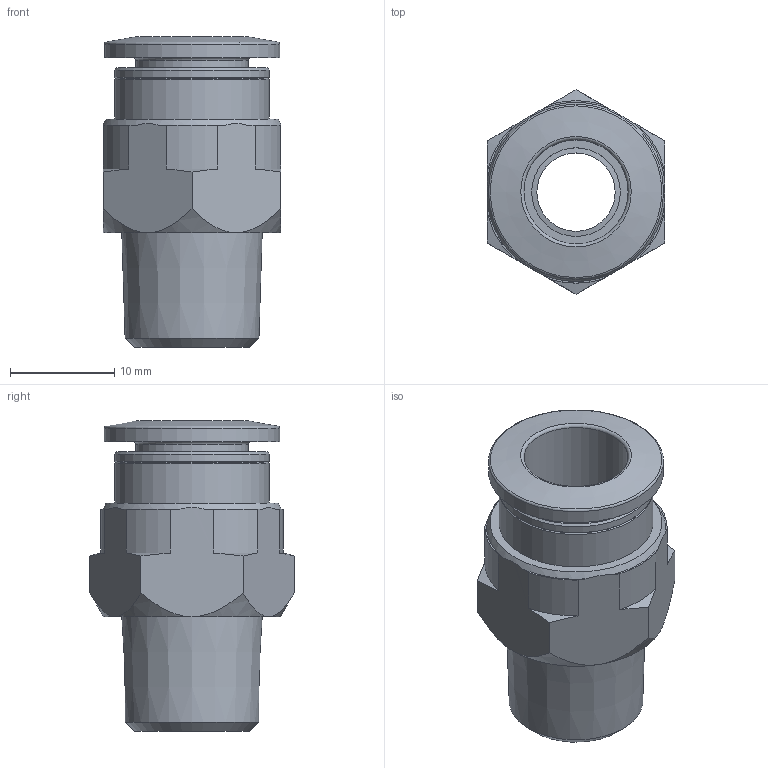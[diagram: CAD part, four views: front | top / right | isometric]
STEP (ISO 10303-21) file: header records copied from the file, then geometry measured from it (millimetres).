
FILE_DESCRIPTION(/* description */ ('STEP AP214'),/* implementation_level */ '2;1');
FILE_NAME(/* name */ '130679_QS-1_4-10-50',/* time_stamp */ '2024-09-14T05:36:55+02:00',/* author */ ('License CC BY-ND 4.0'),/* organization */ ('CADENAS'),/* preprocessor_version */ 'ST-DEVELOPER v19.3',/* originating_system */ 'PARTsolutions',/* authorisation */ ' ');
FILE_SCHEMA (('AUTOMOTIVE_DESIGN {1 0 10303 214 3 1 1}'));
Length unit declared in the file: millimetre
Products named in the file (1): 130679 QS-1/4-10-50
Bounding box: 17 x 19.63 x 29.8 mm (x, y, z)
Volume: 3369.4 mm3; surface area: 2872.2 mm2
Topology: 1 solids, 1 shells, 55 faces, 129 edges, 80 vertices
Faces by surface type: cone 21, plane 18, cylinder 13, torus 3
Full cylindrical faces by diameter (mm): 7.518 x1, 8.5 x1, 10 x1, 10.8 x1, 14.8 x2, 16.8 x1
Entity records: 1909 total; most frequent: CARTESIAN_POINT 344, DIRECTION 238, ORIENTED_EDGE 216, EDGE_CURVE 108, AXIS2_PLACEMENT_3D 104, EDGE_LOOP 80, FACE_BOUND 80, VERTEX_POINT 78
